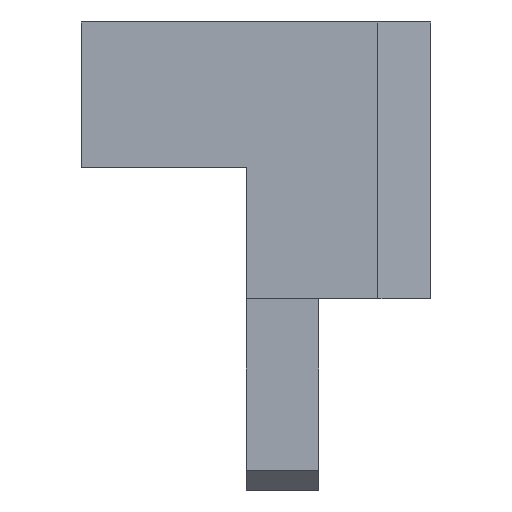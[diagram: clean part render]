
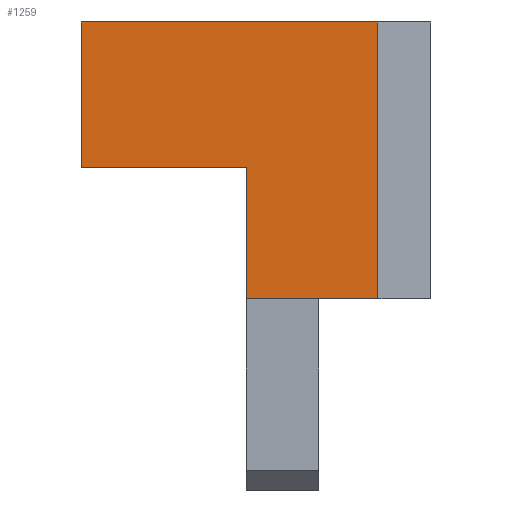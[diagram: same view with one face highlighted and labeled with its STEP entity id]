
A CAD part, left-side view. The second image highlights one B-rep face of the part: STEP entity #1259.
In plain terms, the highlighted planar face has unit normal (-1, 0, 0).
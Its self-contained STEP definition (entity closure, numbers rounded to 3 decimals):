
#1207=AXIS2_PLACEMENT_3D('Plane Axis2P3D',#1204,#1205,#1206) ;
#1204=CARTESIAN_POINT('Axis2P3D Location',(-49.,0.,0.)) ;
#1209=CARTESIAN_POINT('Line Origine',(-49.,10.,99.)) ;
#1213=CARTESIAN_POINT('Vertex',(-49.,10.,120.)) ;
#1215=CARTESIAN_POINT('Vertex',(-49.,10.,78.)) ;
#1218=CARTESIAN_POINT('Line Origine',(-49.,32.5,120.)) ;
#1222=CARTESIAN_POINT('Vertex',(-49.,55.,120.)) ;
#1225=CARTESIAN_POINT('Line Origine',(-49.,55.,109.)) ;
#1229=CARTESIAN_POINT('Vertex',(-49.,55.,98.)) ;
#1232=CARTESIAN_POINT('Line Origine',(-49.,42.5,98.)) ;
#1236=CARTESIAN_POINT('Vertex',(-49.,30.,98.)) ;
#1239=CARTESIAN_POINT('Line Origine',(-49.,30.,88.)) ;
#1243=CARTESIAN_POINT('Vertex',(-49.,30.,78.)) ;
#1246=CARTESIAN_POINT('Line Origine',(-49.,20.,78.)) ;
#1205=DIRECTION('Axis2P3D Direction',(1.,0.,0.)) ;
#1206=DIRECTION('Axis2P3D XDirection',(0.,1.,0.)) ;
#1210=DIRECTION('Vector Direction',(0.,0.,1.)) ;
#1219=DIRECTION('Vector Direction',(0.,1.,0.)) ;
#1226=DIRECTION('Vector Direction',(0.,0.,-1.)) ;
#1233=DIRECTION('Vector Direction',(0.,-1.,0.)) ;
#1240=DIRECTION('Vector Direction',(0.,0.,-1.)) ;
#1247=DIRECTION('Vector Direction',(0.,1.,0.)) ;
#1211=VECTOR('Line Direction',#1210,1.) ;
#1220=VECTOR('Line Direction',#1219,1.) ;
#1227=VECTOR('Line Direction',#1226,1.) ;
#1234=VECTOR('Line Direction',#1233,1.) ;
#1241=VECTOR('Line Direction',#1240,1.) ;
#1248=VECTOR('Line Direction',#1247,1.) ;
#1252=ORIENTED_EDGE('',*,*,#1217,.F.) ;
#1253=ORIENTED_EDGE('',*,*,#1224,.F.) ;
#1254=ORIENTED_EDGE('',*,*,#1231,.F.) ;
#1255=ORIENTED_EDGE('',*,*,#1238,.F.) ;
#1256=ORIENTED_EDGE('',*,*,#1245,.F.) ;
#1257=ORIENTED_EDGE('',*,*,#1250,.F.) ;
#1259=ADVANCED_FACE('Terminali anteriori FcCuAl 2x150mmq superiori',(#1258),#1208,.F.) ;
#1217=EDGE_CURVE('',#1214,#1216,#1212,.F.) ;
#1224=EDGE_CURVE('',#1223,#1214,#1221,.F.) ;
#1231=EDGE_CURVE('',#1230,#1223,#1228,.F.) ;
#1238=EDGE_CURVE('',#1237,#1230,#1235,.F.) ;
#1245=EDGE_CURVE('',#1244,#1237,#1242,.F.) ;
#1250=EDGE_CURVE('',#1216,#1244,#1249,.T.) ;
#1251=EDGE_LOOP('',(#1252,#1253,#1254,#1255,#1256,#1257)) ;
#1258=FACE_OUTER_BOUND('',#1251,.T.) ;
#1212=LINE('Line',#1209,#1211) ;
#1221=LINE('Line',#1218,#1220) ;
#1228=LINE('Line',#1225,#1227) ;
#1235=LINE('Line',#1232,#1234) ;
#1242=LINE('Line',#1239,#1241) ;
#1249=LINE('Line',#1246,#1248) ;
#1208=PLANE('',#1207) ;
#1214=VERTEX_POINT('',#1213) ;
#1216=VERTEX_POINT('',#1215) ;
#1223=VERTEX_POINT('',#1222) ;
#1230=VERTEX_POINT('',#1229) ;
#1237=VERTEX_POINT('',#1236) ;
#1244=VERTEX_POINT('',#1243) ;
